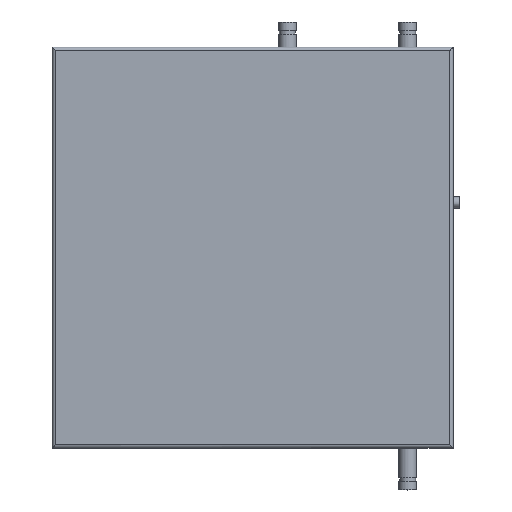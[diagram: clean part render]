
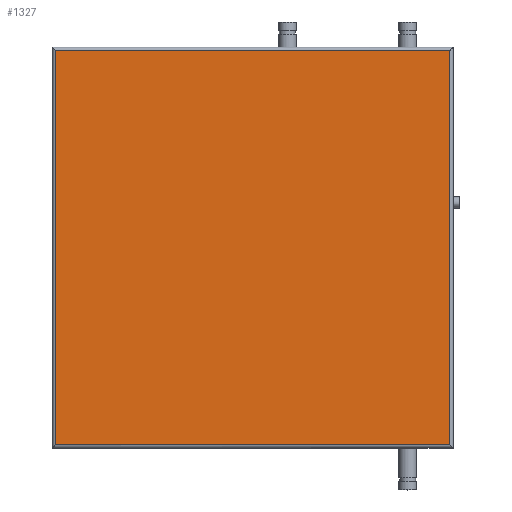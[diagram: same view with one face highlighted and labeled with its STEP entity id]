
A CAD part, top view. The second image highlights one B-rep face of the part: STEP entity #1327.
In plain terms, the highlighted planar face has unit normal (0, 0, 1).
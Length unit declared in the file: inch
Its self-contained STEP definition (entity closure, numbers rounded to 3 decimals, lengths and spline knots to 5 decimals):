
#57=PLANE('',#1473);
#121=FACE_OUTER_BOUND('',#203,.T.);
#203=EDGE_LOOP('',(#904,#905,#906,#907));
#316=LINE('',#2019,#425);
#319=LINE('',#2030,#428);
#320=LINE('',#2033,#429);
#323=LINE('',#2039,#432);
#425=VECTOR('',#1624,0.3937);
#428=VECTOR('',#1635,0.3937);
#429=VECTOR('',#1638,0.3937);
#432=VECTOR('',#1645,0.3937);
#593=VERTEX_POINT('',#2017);
#594=VERTEX_POINT('',#2018);
#598=VERTEX_POINT('',#2028);
#599=VERTEX_POINT('',#2032);
#708=EDGE_CURVE('',#593,#594,#316,.T.);
#714=EDGE_CURVE('',#598,#593,#319,.T.);
#715=EDGE_CURVE('',#594,#599,#320,.T.);
#719=EDGE_CURVE('',#599,#598,#323,.T.);
#904=ORIENTED_EDGE('',*,*,#708,.F.);
#905=ORIENTED_EDGE('',*,*,#714,.F.);
#906=ORIENTED_EDGE('',*,*,#719,.F.);
#907=ORIENTED_EDGE('',*,*,#715,.F.);
#1327=ADVANCED_FACE('',(#121),#57,.T.);
#1473=AXIS2_PLACEMENT_3D('',#2050,#1655,#1656);
#1624=DIRECTION('',(-1.,0.,0.));
#1635=DIRECTION('',(0.,-1.,0.));
#1638=DIRECTION('',(0.,1.,0.));
#1645=DIRECTION('',(1.,0.,0.));
#1655=DIRECTION('center_axis',(0.,0.,1.));
#1656=DIRECTION('ref_axis',(1.,0.,0.));
#2017=CARTESIAN_POINT('',(29.75,0.25,9.33));
#2018=CARTESIAN_POINT('',(0.25,0.25,9.33));
#2019=CARTESIAN_POINT('',(7.5,0.25,9.33));
#2028=CARTESIAN_POINT('',(29.75,29.75,9.33));
#2030=CARTESIAN_POINT('',(29.75,0.,9.33));
#2032=CARTESIAN_POINT('',(0.25,29.75,9.33));
#2033=CARTESIAN_POINT('',(0.25,0.,9.33));
#2039=CARTESIAN_POINT('',(7.5,29.75,9.33));
#2050=CARTESIAN_POINT('Origin',(0.,0.,9.33));
